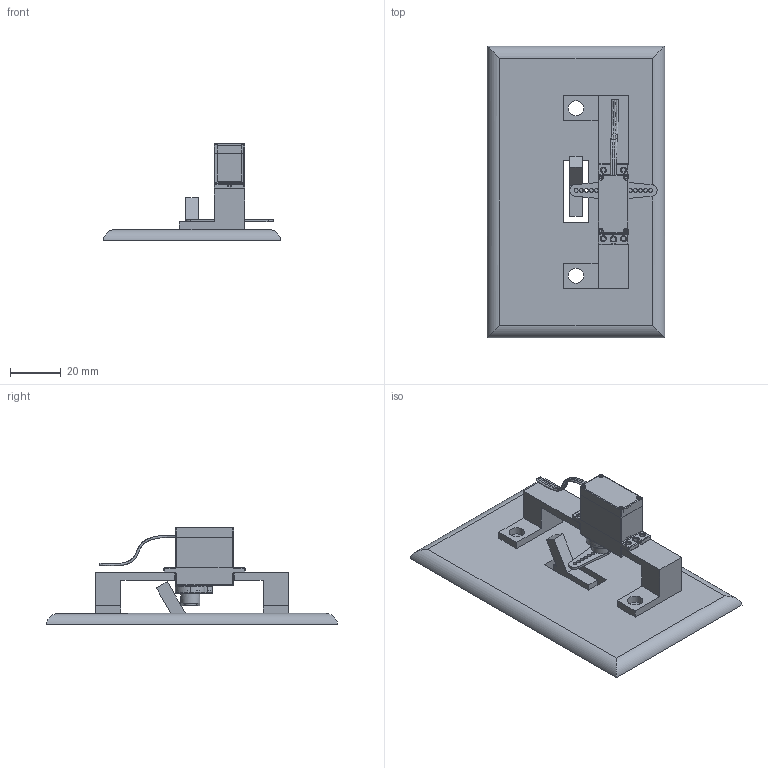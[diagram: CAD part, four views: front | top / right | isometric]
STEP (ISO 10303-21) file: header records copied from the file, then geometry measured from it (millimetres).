
FILE_DESCRIPTION(/* description */ (''),/* implementation_level */ '2;1');
FILE_NAME(/* name */ 'Motor Mounting Assembly.stp',/* time_stamp */ '2017-07-09T18:02:52-04:00',/* author */ (''),/* organization */ (''),/* preprocessor_version */ 'ST-DEVELOPER v16',/* originating_system */ 'SIEMENS PLM Software NX 11.0',/* authorisation */ '');
FILE_SCHEMA (('AUTOMOTIVE_DESIGN { 1 0 10303 214 3 1 1 1 }'));
Length unit declared in the file: millimetre
Products named in the file (13): Servo HXT900 Micro - 3 Wire Connection; Servo HXT900 Micro - NamePlate Sticker; Servo HXT900 Micro - Shaft Connection; Servo HXT900 Micro - Mounting Frontplane; Servo HXT900 Micro - Mounting Backplane; Servo HXT900 Micro - Mid Body; Attachment Blades; Motor Mounting Bracket_BOTTOM; Motor Mounting Bracket_TOP; Switch Panel Design; Servo HXT900; Servo_Motor_Blade_Assembly; Motor Mounting Assembly
Assembly tree (12 placements, depth 4):
  Motor Mounting Assembly
    Switch Panel Design
    Motor Mounting Bracket_TOP
    Servo_Motor_Blade_Assembly
      Servo HXT900
        Servo HXT900 Micro - Mid Body
        Servo HXT900 Micro - Mounting Backplane
        Servo HXT900 Micro - Mounting Frontplane
        Servo HXT900 Micro - Shaft Connection
        Servo HXT900 Micro - NamePlate Sticker
        Servo HXT900 Micro - 3 Wire Connection
      Attachment Blades
    Motor Mounting Bracket_BOTTOM
Bounding box: 70 x 115 x 38.5 mm (x, y, z)
Volume: 41741.7 mm3; surface area: 28217.5 mm2
Topology: 11 solids, 11 shells, 886 faces, 2308 edges, 1432 vertices
Faces by surface type: plane 398, cylinder 284, torus 91, cone 53, sphere 32, bspline 28
Full cylindrical faces by diameter (mm): 1.5 x13, 2 x2, 4 x1, 6 x4, 7.5 x1
Entity records: 30529 total; most frequent: CARTESIAN_POINT 8745, ORIENTED_EDGE 4504, DIRECTION 4399, EDGE_CURVE 2252, AXIS2_PLACEMENT_3D 1566, VERTEX_POINT 1428, LINE 1267, VECTOR 1267
